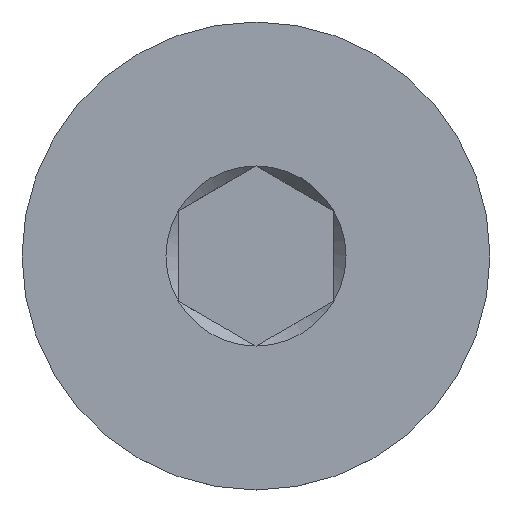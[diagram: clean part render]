
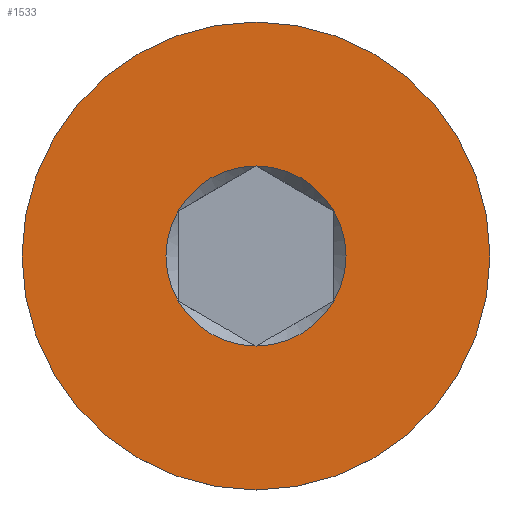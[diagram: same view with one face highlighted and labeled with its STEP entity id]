
A CAD part, top view. The second image highlights one B-rep face of the part: STEP entity #1533.
In plain terms, the highlighted planar face has unit normal (0, 0, 1).
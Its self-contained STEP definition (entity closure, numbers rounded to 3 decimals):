
#17=FACE_BOUND('',#262,.T.);
#18=PLANE('',#1652);
#175=FACE_OUTER_BOUND('',#261,.T.);
#261=EDGE_LOOP('',(#1204,#1205));
#262=EDGE_LOOP('',(#1206,#1207,#1208,#1209,#1210,#1211));
#286=CIRCLE('',#1643,2.309);
#287=CIRCLE('',#1645,6.);
#288=CIRCLE('',#1646,6.);
#293=CIRCLE('',#1653,2.309);
#294=CIRCLE('',#1654,2.309);
#295=CIRCLE('',#1655,2.309);
#296=CIRCLE('',#1656,2.309);
#297=CIRCLE('',#1657,2.309);
#661=VERTEX_POINT('',#10019);
#662=VERTEX_POINT('',#10020);
#663=VERTEX_POINT('',#10026);
#664=VERTEX_POINT('',#10027);
#670=VERTEX_POINT('',#10087);
#671=VERTEX_POINT('',#10089);
#672=VERTEX_POINT('',#10091);
#673=VERTEX_POINT('',#10093);
#883=EDGE_CURVE('',#661,#662,#286,.T.);
#884=EDGE_CURVE('',#663,#664,#287,.T.);
#885=EDGE_CURVE('',#664,#663,#288,.T.);
#894=EDGE_CURVE('',#662,#670,#293,.T.);
#895=EDGE_CURVE('',#670,#671,#294,.T.);
#896=EDGE_CURVE('',#671,#672,#295,.T.);
#897=EDGE_CURVE('',#672,#673,#296,.T.);
#898=EDGE_CURVE('',#673,#661,#297,.T.);
#1204=ORIENTED_EDGE('',*,*,#884,.T.);
#1205=ORIENTED_EDGE('',*,*,#885,.T.);
#1206=ORIENTED_EDGE('',*,*,#894,.T.);
#1207=ORIENTED_EDGE('',*,*,#895,.T.);
#1208=ORIENTED_EDGE('',*,*,#896,.T.);
#1209=ORIENTED_EDGE('',*,*,#897,.T.);
#1210=ORIENTED_EDGE('',*,*,#898,.T.);
#1211=ORIENTED_EDGE('',*,*,#883,.T.);
#1533=ADVANCED_FACE('',(#175,#17),#18,.F.);
#1643=AXIS2_PLACEMENT_3D('',#10024,#1884,#1885);
#1645=AXIS2_PLACEMENT_3D('',#10028,#1888,#1889);
#1646=AXIS2_PLACEMENT_3D('',#10029,#1890,#1891);
#1652=AXIS2_PLACEMENT_3D('',#10086,#1904,#1905);
#1653=AXIS2_PLACEMENT_3D('',#10088,#1906,#1907);
#1654=AXIS2_PLACEMENT_3D('',#10090,#1908,#1909);
#1655=AXIS2_PLACEMENT_3D('',#10092,#1910,#1911);
#1656=AXIS2_PLACEMENT_3D('',#10094,#1912,#1913);
#1657=AXIS2_PLACEMENT_3D('',#10095,#1914,#1915);
#1884=DIRECTION('center_axis',(0.,0.,-1.));
#1885=DIRECTION('ref_axis',(-1.,0.,0.));
#1888=DIRECTION('center_axis',(0.,0.,1.));
#1889=DIRECTION('ref_axis',(0.,-1.,0.));
#1890=DIRECTION('center_axis',(0.,0.,1.));
#1891=DIRECTION('ref_axis',(0.,-1.,0.));
#1904=DIRECTION('center_axis',(0.,0.,-1.));
#1905=DIRECTION('ref_axis',(0.,1.,0.));
#1906=DIRECTION('center_axis',(0.,0.,-1.));
#1907=DIRECTION('ref_axis',(-1.,0.,0.));
#1908=DIRECTION('center_axis',(0.,0.,-1.));
#1909=DIRECTION('ref_axis',(-1.,0.,0.));
#1910=DIRECTION('center_axis',(0.,0.,-1.));
#1911=DIRECTION('ref_axis',(-1.,0.,0.));
#1912=DIRECTION('center_axis',(0.,0.,-1.));
#1913=DIRECTION('ref_axis',(-1.,0.,0.));
#1914=DIRECTION('center_axis',(0.,0.,-1.));
#1915=DIRECTION('ref_axis',(-1.,0.,0.));
#10019=CARTESIAN_POINT('',(-2.,-1.155,17.5));
#10020=CARTESIAN_POINT('',(-2.,1.155,17.5));
#10024=CARTESIAN_POINT('Origin',(0.,0.,17.5));
#10026=CARTESIAN_POINT('',(0.,-6.,17.5));
#10027=CARTESIAN_POINT('',(0.,6.,17.5));
#10028=CARTESIAN_POINT('Origin',(0.,0.,17.5));
#10029=CARTESIAN_POINT('Origin',(0.,0.,17.5));
#10086=CARTESIAN_POINT('Origin',(0.,0.,
17.5));
#10087=CARTESIAN_POINT('',(0.,2.309,17.5));
#10088=CARTESIAN_POINT('Origin',(0.,0.,17.5));
#10089=CARTESIAN_POINT('',(2.,1.155,17.5));
#10090=CARTESIAN_POINT('Origin',(0.,0.,17.5));
#10091=CARTESIAN_POINT('',(2.,-1.155,17.5));
#10092=CARTESIAN_POINT('Origin',(0.,0.,17.5));
#10093=CARTESIAN_POINT('',(0.,-2.309,17.5));
#10094=CARTESIAN_POINT('Origin',(0.,0.,17.5));
#10095=CARTESIAN_POINT('Origin',(0.,0.,17.5));
